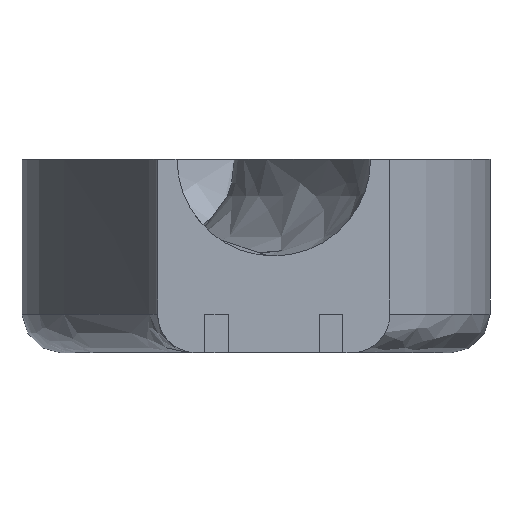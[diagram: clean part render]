
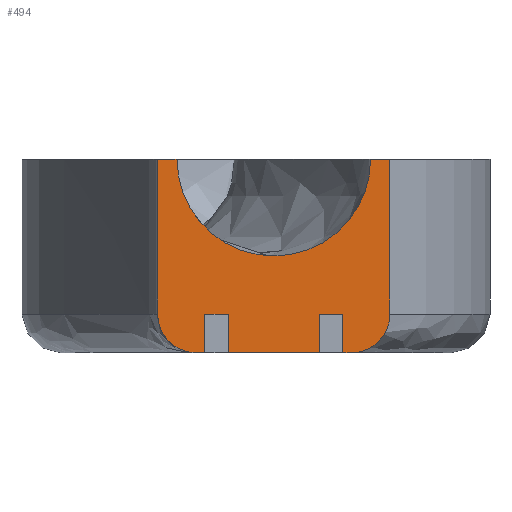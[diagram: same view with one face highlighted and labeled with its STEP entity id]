
A CAD part, front view. The second image highlights one B-rep face of the part: STEP entity #494.
In plain terms, the highlighted planar face has unit normal (0, -1, 0).
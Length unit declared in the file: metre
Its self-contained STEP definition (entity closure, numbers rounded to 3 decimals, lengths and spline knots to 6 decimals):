
#31=CIRCLE('',#536,0.005);
#32=CIRCLE('',#537,0.0125);
#33=CIRCLE('',#538,0.005);
#43=ORIENTED_EDGE('',*,*,#191,.T.);
#44=ORIENTED_EDGE('',*,*,#192,.T.);
#45=ORIENTED_EDGE('',*,*,#193,.T.);
#46=ORIENTED_EDGE('',*,*,#194,.F.);
#47=ORIENTED_EDGE('',*,*,#195,.T.);
#48=ORIENTED_EDGE('',*,*,#196,.T.);
#49=ORIENTED_EDGE('',*,*,#197,.F.);
#50=ORIENTED_EDGE('',*,*,#198,.F.);
#51=ORIENTED_EDGE('',*,*,#199,.T.);
#52=ORIENTED_EDGE('',*,*,#200,.T.);
#53=ORIENTED_EDGE('',*,*,#201,.T.);
#54=ORIENTED_EDGE('',*,*,#202,.T.);
#55=ORIENTED_EDGE('',*,*,#203,.T.);
#56=ORIENTED_EDGE('',*,*,#204,.T.);
#57=ORIENTED_EDGE('',*,*,#205,.T.);
#58=ORIENTED_EDGE('',*,*,#206,.T.);
#191=EDGE_CURVE('',#265,#266,#313,.T.);
#192=EDGE_CURVE('',#266,#267,#314,.T.);
#193=EDGE_CURVE('',#267,#268,#315,.T.);
#194=EDGE_CURVE('',#269,#268,#316,.T.);
#195=EDGE_CURVE('',#269,#270,#317,.T.);
#196=EDGE_CURVE('',#270,#271,#318,.T.);
#197=EDGE_CURVE('',#272,#271,#319,.T.);
#198=EDGE_CURVE('',#273,#272,#320,.T.);
#199=EDGE_CURVE('',#273,#274,#321,.T.);
#200=EDGE_CURVE('',#274,#275,#31,.T.);
#201=EDGE_CURVE('',#275,#276,#322,.F.);
#202=EDGE_CURVE('',#276,#277,#323,.F.);
#203=EDGE_CURVE('',#277,#278,#32,.F.);
#204=EDGE_CURVE('',#278,#279,#324,.F.);
#205=EDGE_CURVE('',#279,#280,#325,.T.);
#206=EDGE_CURVE('',#280,#265,#33,.T.);
#265=VERTEX_POINT('',#699);
#266=VERTEX_POINT('',#700);
#267=VERTEX_POINT('',#702);
#268=VERTEX_POINT('',#704);
#269=VERTEX_POINT('',#706);
#270=VERTEX_POINT('',#708);
#271=VERTEX_POINT('',#710);
#272=VERTEX_POINT('',#712);
#273=VERTEX_POINT('',#714);
#274=VERTEX_POINT('',#716);
#275=VERTEX_POINT('',#718);
#276=VERTEX_POINT('',#720);
#277=VERTEX_POINT('',#722);
#278=VERTEX_POINT('',#724);
#279=VERTEX_POINT('',#726);
#280=VERTEX_POINT('',#728);
#313=LINE('',#698,#367);
#314=LINE('',#701,#368);
#315=LINE('',#703,#369);
#316=LINE('',#705,#370);
#317=LINE('',#707,#371);
#318=LINE('',#709,#372);
#319=LINE('',#711,#373);
#320=LINE('',#713,#374);
#321=LINE('',#715,#375);
#322=LINE('',#719,#376);
#323=LINE('',#721,#377);
#324=LINE('',#725,#378);
#325=LINE('',#727,#379);
#367=VECTOR('',#574,1.);
#368=VECTOR('',#575,1.);
#369=VECTOR('',#576,1.);
#370=VECTOR('',#577,1.);
#371=VECTOR('',#578,1.);
#372=VECTOR('',#579,1.);
#373=VECTOR('',#580,1.);
#374=VECTOR('',#581,1.);
#375=VECTOR('',#582,1.);
#376=VECTOR('',#585,1.);
#377=VECTOR('',#586,1.);
#378=VECTOR('',#589,1.);
#379=VECTOR('',#590,1.);
#421=EDGE_LOOP('',(#43,#44,#45,#46,#47,#48,#49,#50,#51,#52,#53,#54,#55,
#56,#57,#58));
#449=FACE_BOUND('',#421,.T.);
#477=PLANE('',#535);
#494=ADVANCED_FACE('',(#449),#477,.T.);
#535=AXIS2_PLACEMENT_3D('',#697,#572,#573);
#536=AXIS2_PLACEMENT_3D('',#717,#583,#584);
#537=AXIS2_PLACEMENT_3D('',#723,#587,#588);
#538=AXIS2_PLACEMENT_3D('',#729,#591,#592);
#572=DIRECTION('',(0.,-1.,0.));
#573=DIRECTION('',(1.,0.,0.));
#574=DIRECTION('',(1.,0.,0.));
#575=DIRECTION('',(0.,0.,1.));
#576=DIRECTION('',(1.,0.,0.));
#577=DIRECTION('',(0.,0.,1.));
#578=DIRECTION('',(1.,0.,0.));
#579=DIRECTION('',(0.,0.,1.));
#580=DIRECTION('',(-1.,0.,0.));
#581=DIRECTION('',(0.,0.,1.));
#582=DIRECTION('',(1.,0.,0.));
#583=DIRECTION('',(0.,-1.,0.));
#584=DIRECTION('',(0.,0.,-1.));
#585=DIRECTION('',(0.,0.,-1.));
#586=DIRECTION('',(1.,0.,0.));
#587=DIRECTION('',(0.,-1.,0.));
#588=DIRECTION('',(0.,0.,-1.));
#589=DIRECTION('',(1.,0.,0.));
#590=DIRECTION('',(0.,0.,-1.));
#591=DIRECTION('',(0.,-1.,0.));
#592=DIRECTION('',(0.,0.,-1.));
#697=CARTESIAN_POINT('',(0.07,-0.275,0.04625));
#698=CARTESIAN_POINT('',(0.07,-0.275,0.0275));
#699=CARTESIAN_POINT('',(0.06,-0.275,0.0275));
#700=CARTESIAN_POINT('',(0.0611,-0.275,0.0275));
#701=CARTESIAN_POINT('',(0.0611,-0.275,0.03));
#702=CARTESIAN_POINT('',(0.0611,-0.275,0.0325));
#703=CARTESIAN_POINT('',(0.0626,-0.275,0.0325));
#704=CARTESIAN_POINT('',(0.0641,-0.275,0.0325));
#705=CARTESIAN_POINT('',(0.0641,-0.275,0.03));
#706=CARTESIAN_POINT('',(0.0641,-0.275,0.0275));
#707=CARTESIAN_POINT('',(0.07,-0.275,0.0275));
#708=CARTESIAN_POINT('',(0.0759,-0.275,0.0275));
#709=CARTESIAN_POINT('',(0.0759,-0.275,0.03));
#710=CARTESIAN_POINT('',(0.0759,-0.275,0.0325));
#711=CARTESIAN_POINT('',(0.0774,-0.275,0.0325));
#712=CARTESIAN_POINT('',(0.0789,-0.275,0.0325));
#713=CARTESIAN_POINT('',(0.0789,-0.275,0.03));
#714=CARTESIAN_POINT('',(0.0789,-0.275,0.0275));
#715=CARTESIAN_POINT('',(0.07,-0.275,0.0275));
#716=CARTESIAN_POINT('',(0.08,-0.275,0.0275));
#717=CARTESIAN_POINT('',(0.08,-0.275,0.0325));
#718=CARTESIAN_POINT('',(0.085,-0.275,0.0325));
#719=CARTESIAN_POINT('',(0.085,-0.275,0.04));
#720=CARTESIAN_POINT('',(0.085,-0.275,0.0525));
#721=CARTESIAN_POINT('',(0.08375,-0.275,0.0525));
#722=CARTESIAN_POINT('',(0.0825,-0.275,0.0525));
#723=CARTESIAN_POINT('',(0.07,-0.275,0.0525));
#724=CARTESIAN_POINT('',(0.0575,-0.275,0.0525));
#725=CARTESIAN_POINT('',(0.05625,-0.275,0.0525));
#726=CARTESIAN_POINT('',(0.055,-0.275,0.0525));
#727=CARTESIAN_POINT('',(0.055,-0.275,0.04));
#728=CARTESIAN_POINT('',(0.055,-0.275,0.0325));
#729=CARTESIAN_POINT('',(0.06,-0.275,0.0325));
